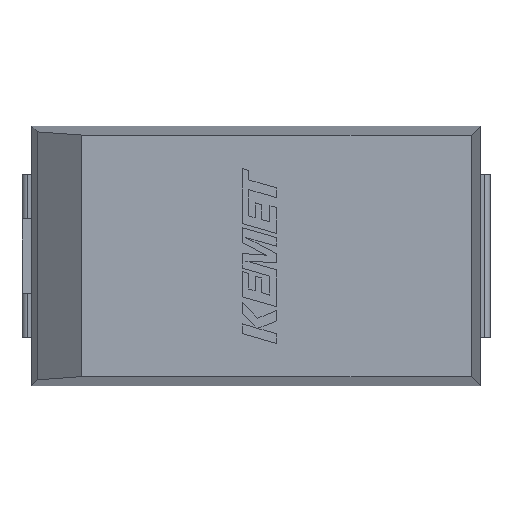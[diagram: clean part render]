
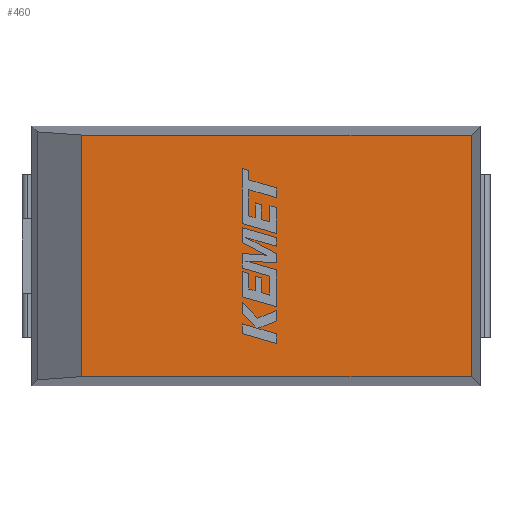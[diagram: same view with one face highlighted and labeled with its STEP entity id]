
A CAD part, top view. The second image highlights one B-rep face of the part: STEP entity #460.
In plain terms, the highlighted face is planar.
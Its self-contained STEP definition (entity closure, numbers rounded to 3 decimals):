
#335 = VERTEX_POINT('',#336);
#336 = CARTESIAN_POINT('',(5.212,4.811,3.099)
  );
#342 = EDGE_CURVE('',#343,#335,#345,.T.);
#343 = VERTEX_POINT('',#344);
#344 = CARTESIAN_POINT('',(5.212,4.811,6.35)
  );
#345 = LINE('',#346,#347);
#346 = CARTESIAN_POINT('',(5.212,4.811,2.975)
  );
#347 = VECTOR('',#348,1.);
#348 = DIRECTION('',(0.,0.,-1.));
#375 = VERTEX_POINT('',#376);
#376 = CARTESIAN_POINT('',(-0.03,4.811,
    3.099));
#382 = EDGE_CURVE('',#335,#375,#383,.T.);
#383 = LINE('',#384,#385);
#384 = CARTESIAN_POINT('',(-0.704,4.811,3.099
    ));
#385 = VECTOR('',#386,1.);
#386 = DIRECTION('',(-1.,0.,0.));
#434 = EDGE_CURVE('',#435,#343,#437,.T.);
#435 = VERTEX_POINT('',#436);
#436 = CARTESIAN_POINT('',(-0.03,4.811,
    6.35));
#437 = LINE('',#438,#439);
#438 = CARTESIAN_POINT('',(-0.704,4.811,6.35
    ));
#439 = VECTOR('',#440,1.);
#440 = DIRECTION('',(1.,0.,0.));
#460 = ADVANCED_FACE('',(#461),#472,.T.);
#461 = FACE_BOUND('',#462,.T.);
#462 = EDGE_LOOP('',(#463,#464,#470,#471));
#463 = ORIENTED_EDGE('',*,*,#382,.T.);
#464 = ORIENTED_EDGE('',*,*,#465,.T.);
#465 = EDGE_CURVE('',#375,#435,#466,.T.);
#466 = LINE('',#467,#468);
#467 = CARTESIAN_POINT('',(-0.03,4.811,
    6.35));
#468 = VECTOR('',#469,1.);
#469 = DIRECTION('',(0.,0.,1.));
#470 = ORIENTED_EDGE('',*,*,#434,.T.);
#471 = ORIENTED_EDGE('',*,*,#342,.T.);
#472 = PLANE('',#473);
#473 = AXIS2_PLACEMENT_3D('',#474,#475,#476);
#474 = CARTESIAN_POINT('',(2.316,4.811,4.725)
  );
#475 = DIRECTION('',(0.,1.,0.));
#476 = DIRECTION('',(0.,0.,-1.));
